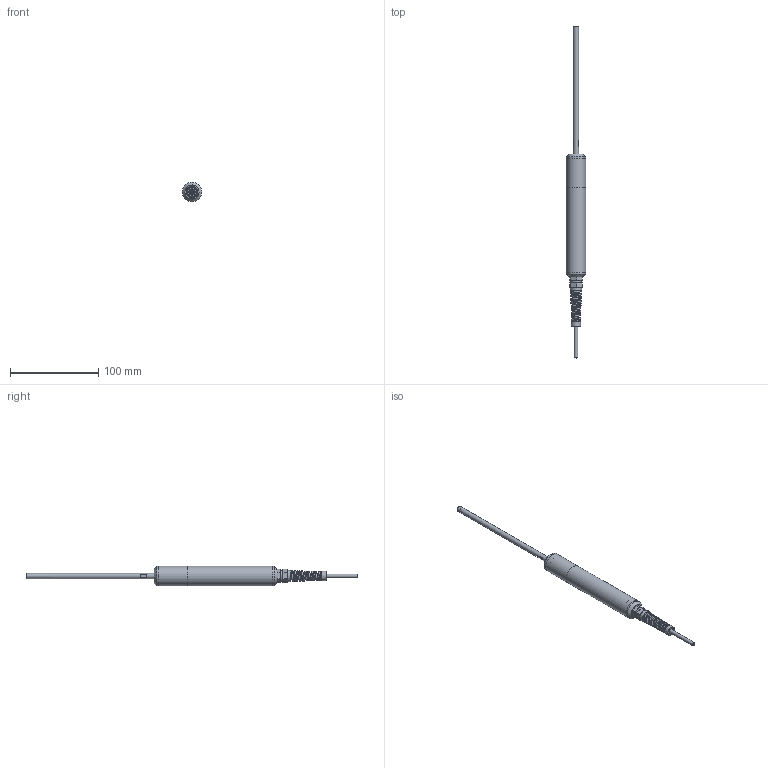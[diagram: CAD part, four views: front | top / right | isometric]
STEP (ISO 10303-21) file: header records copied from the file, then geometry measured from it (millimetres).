
FILE_DESCRIPTION((''),'2;1');
FILE_NAME('SnifferProbe_TypeAS.stp','2015-06-16T16:19:50',('uj23342'),(''),'Autodesk Inventor 2010','Autodesk Inventor 2010','');
FILE_SCHEMA(('CONFIG_CONTROL_DESIGN'));
Length unit declared in the file: millimetre
Products named in the file (1): SnifferProbe_TypeAS
Bounding box: 22 x 376 x 22 mm (x, y, z)
Volume: 24826.2 mm3; surface area: 31677.3 mm2
Topology: 8 solids, 8 shells, 102 faces, 210 edges, 139 vertices
Faces by surface type: plane 55, cylinder 36, cone 8, bspline 3
Full cylindrical faces by diameter (mm): 1.5 x1, 2 x1, 3 x1, 4 x1, 4.134 x1, 4.3 x1, 5 x1, 6 x1, 6.5 x1, 7 x10, 10.376 x1, 12 x2, 14 x2, 18 x2, 18.917 x3, 19 x1, 20 x2, 22 x4
Entity records: 4837 total; most frequent: CARTESIAN_POINT 2949, DIRECTION 382, ORIENTED_EDGE 280, EDGE_LOOP 162, AXIS2_PLACEMENT_3D 160, EDGE_CURVE 140, VERTEX_POINT 114, FACE_OUTER_BOUND 93
